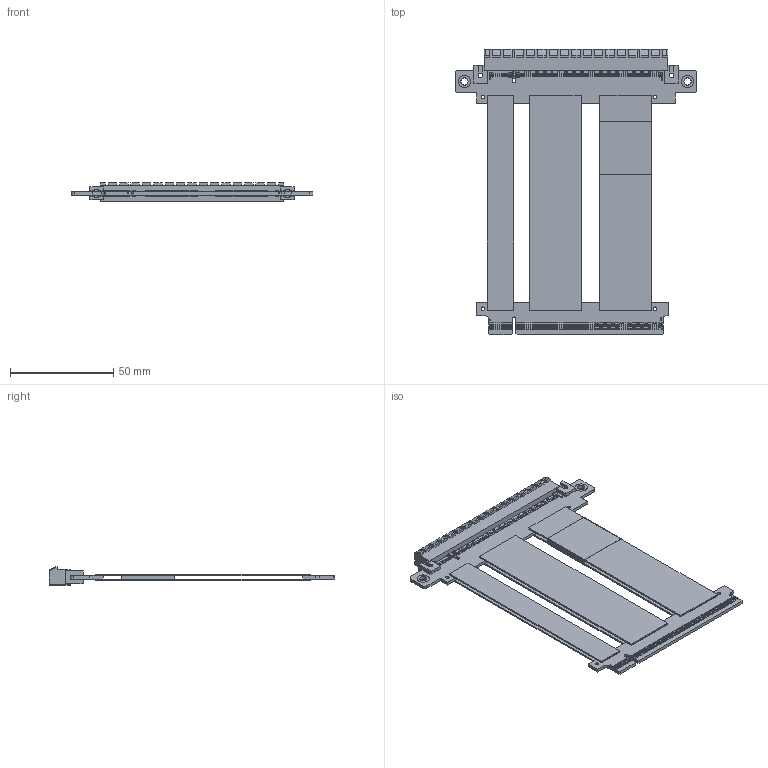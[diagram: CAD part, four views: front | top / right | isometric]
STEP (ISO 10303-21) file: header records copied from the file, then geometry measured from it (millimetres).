
FILE_DESCRIPTION(/* description */ (''),/* implementation_level */ '2;1');
FILE_NAME(/* name */ '8KCH-0965-XXXX_step.stp',/* time_stamp */ '2022-08-18T15:19:16-05:00',/* author */ (''),/* organization */ (''),/* preprocessor_version */ 'ST-DEVELOPER v16.7',/* originating_system */ 'SIEMENS PLM Software NX 12.0',/* authorisation */ '');
FILE_SCHEMA (('AUTOMOTIVE_DESIGN { 1 0 10303 214 3 1 1 1 }'));
Products named in the file (1): US25581C0604t927
Bounding box: 117 x 138 x 8.8 mm (x, y, z)
Volume: 20397 mm3; surface area: 42540 mm2
Topology: 10 solids, 10 shells, 4024 faces, 9955 edges, 6622 vertices
Faces by surface type: plane 3678, cylinder 282, extrusion 64
Full cylindrical faces by diameter (mm): 1.7 x4, 2.3 x2, 3.5 x2, 6 x4
Entity records: 119600 total; most frequent: CARTESIAN_POINT 23440, ORIENTED_EDGE 19866, DIRECTION 18165, EDGE_CURVE 9933, VECTOR 9123, LINE 9059, VERTEX_POINT 6620, EDGE_LOOP 4741
